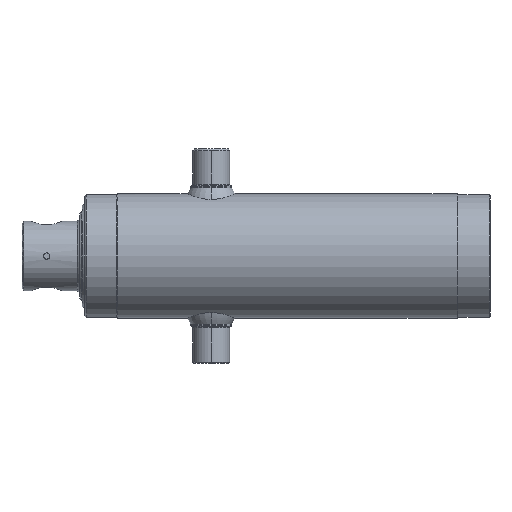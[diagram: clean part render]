
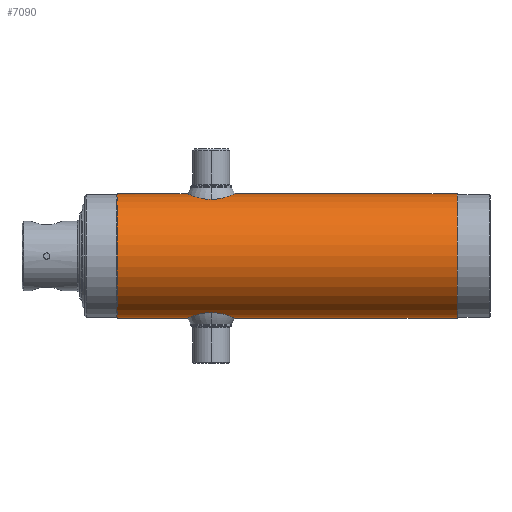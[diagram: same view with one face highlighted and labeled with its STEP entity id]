
A CAD part, left-side view. The second image highlights one B-rep face of the part: STEP entity #7090.
In plain terms, the highlighted cylindrical face has radius 75.75 mm (diameter 151.5 mm), a partial arc.
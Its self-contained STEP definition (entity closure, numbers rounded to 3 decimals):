
#196 = CARTESIAN_POINT ( 'NONE',  ( 0., 40., -75.75 ) ) ;
#277 = CARTESIAN_POINT ( 'NONE',  ( -4.516, 342.969, 75.616 ) ) ;
#306 = CARTESIAN_POINT ( 'NONE',  ( -5.8, 337.452, 75.528 ) ) ;
#314 = DIRECTION ( 'NONE',  ( 0., 0., 1. ) ) ;
#317 = EDGE_CURVE ( 'NONE', #4627, #7800, #9012, .T. ) ;
#337 = CARTESIAN_POINT ( 'NONE',  ( -1.942, 333.309, 75.726 ) ) ;
#413 = CARTESIAN_POINT ( 'NONE',  ( 0., 453., -75.75 ) ) ;
#448 = VECTOR ( 'NONE', #3676, 1000. ) ;
#636 = CARTESIAN_POINT ( 'NONE',  ( 0., 453., 0. ) ) ;
#715 = CARTESIAN_POINT ( 'NONE',  ( 0., 40., 0. ) ) ;
#893 = DIRECTION ( 'NONE',  ( 0., 1., 0. ) ) ;
#969 = CARTESIAN_POINT ( 'NONE',  ( -0.781, 344.962, 75.747 ) ) ;
#986 = CIRCLE ( 'NONE', #7149, 75.75 ) ;
#999 = CARTESIAN_POINT ( 'NONE',  ( -5.206, 342.009, 75.571 ) ) ;
#1035 = CARTESIAN_POINT ( 'NONE',  ( -5.62, 336.888, 75.541 ) ) ;
#1063 = CARTESIAN_POINT ( 'NONE',  ( -0.789, 333.039, 75.747 ) ) ;
#1349 = DIRECTION ( 'NONE',  ( 0., 0., 1. ) ) ;
#1428 = DIRECTION ( 'NONE',  ( 0., 0., 1. ) ) ;
#1434 = EDGE_CURVE ( 'NONE', #4627, #7340, #7943, .T. ) ;
#1683 = CARTESIAN_POINT ( 'NONE',  ( 0., 345., 75.75 ) ) ;
#1714 = CARTESIAN_POINT ( 'NONE',  ( -5.616, 341.12, 75.542 ) ) ;
#1743 = CARTESIAN_POINT ( 'NONE',  ( -5.21, 335.998, 75.571 ) ) ;
#1767 = CARTESIAN_POINT ( 'NONE',  ( 0., 333., 75.75 ) ) ;
#1823 = VECTOR ( 'NONE', #2975, 1000. ) ;
#1925 = EDGE_LOOP ( 'NONE', ( #8267, #2692, #8920, #8106, #4626, #8531 ) ) ;
#2139 = EDGE_CURVE ( 'NONE', #2262, #5126, #7253, .T. ) ;
#2262 = VERTEX_POINT ( 'NONE', #196 ) ;
#2343 = CYLINDRICAL_SURFACE ( 'NONE', #9057, 75.75 ) ;
#2354 = LINE ( 'NONE', #7914, #448 ) ;
#2414 = CARTESIAN_POINT ( 'NONE',  ( -1.554, 344.799, 75.734 ) ) ;
#2441 = CARTESIAN_POINT ( 'NONE',  ( -5.798, 340.556, 75.528 ) ) ;
#2476 = CARTESIAN_POINT ( 'NONE',  ( -4.522, 335.037, 75.615 ) ) ;
#2565 = VERTEX_POINT ( 'NONE', #6932 ) ;
#2692 = ORIENTED_EDGE ( 'NONE', *, *, #6428, .T. ) ;
#2975 = DIRECTION ( 'NONE',  ( 0., 1., 0. ) ) ;
#3043 = CARTESIAN_POINT ( 'NONE',  ( 0., 522.61, 75.75 ) ) ;
#3114 = CARTESIAN_POINT ( 'NONE',  ( -2.114, 344.619, 75.721 ) ) ;
#3149 = CARTESIAN_POINT ( 'NONE',  ( -5.961, 339.79, 75.515 ) ) ;
#3185 = CARTESIAN_POINT ( 'NONE',  ( -3.667, 334.235, 75.662 ) ) ;
#3676 = DIRECTION ( 'NONE',  ( 0., 1., 0. ) ) ;
#3835 = CARTESIAN_POINT ( 'NONE',  ( -3.004, 344.209, 75.691 ) ) ;
#3863 = CARTESIAN_POINT ( 'NONE',  ( -6., 338.609, 75.512 ) ) ;
#3893 = CARTESIAN_POINT ( 'NONE',  ( -3.006, 333.804, 75.691 ) ) ;
#4182 = VECTOR ( 'NONE', #893, 1000. ) ;
#4569 = CARTESIAN_POINT ( 'NONE',  ( -3.963, 343.522, 75.647 ) ) ;
#4606 = CARTESIAN_POINT ( 'NONE',  ( -5.848, 337.643, 75.524 ) ) ;
#4616 = CARTESIAN_POINT ( 'NONE',  ( 0., 522.61, 0. ) ) ;
#4626 = ORIENTED_EDGE ( 'NONE', *, *, #1434, .T. ) ;
#4627 = VERTEX_POINT ( 'NONE', #7663 ) ;
#4637 = CARTESIAN_POINT ( 'NONE',  ( -2.483, 333.534, 75.71 ) ) ;
#5126 = VERTEX_POINT ( 'NONE', #413 ) ;
#5268 = CARTESIAN_POINT ( 'NONE',  ( -4.77, 342.661, 75.6 ) ) ;
#5296 = CARTESIAN_POINT ( 'NONE',  ( -5.686, 337.076, 75.536 ) ) ;
#5318 = CARTESIAN_POINT ( 'NONE',  ( -1.565, 333.194, 75.735 ) ) ;
#5605 = DIRECTION ( 'NONE',  ( 0., 1., 0. ) ) ;
#5660 = EDGE_CURVE ( 'NONE', #2565, #7800, #2354, .T. ) ;
#5678 = DIRECTION ( 'NONE',  ( 0., 1., 0. ) ) ;
#5927 = CARTESIAN_POINT ( 'NONE',  ( -0.392, 345., 75.75 ) ) ;
#5956 = CARTESIAN_POINT ( 'NONE',  ( -5.39, 341.665, 75.558 ) ) ;
#5991 = CARTESIAN_POINT ( 'NONE',  ( -5.394, 336.343, 75.558 ) ) ;
#6025 = CARTESIAN_POINT ( 'NONE',  ( -0.397, 333., 75.75 ) ) ;
#6099 = FACE_OUTER_BOUND ( 'NONE', #1925, .T. ) ;
#6428 = EDGE_CURVE ( 'NONE', #2262, #2565, #8771, .T. ) ;
#6638 = CARTESIAN_POINT ( 'NONE',  ( -1.361, 344.847, 75.738 ) ) ;
#6675 = CARTESIAN_POINT ( 'NONE',  ( -5.683, 340.933, 75.537 ) ) ;
#6687 = DIRECTION ( 'NONE',  ( 0., 1., 0. ) ) ;
#6711 = CARTESIAN_POINT ( 'NONE',  ( -4.775, 335.346, 75.6 ) ) ;
#6756 = CARTESIAN_POINT ( 'NONE',  ( 0., 333., 75.75 ) ) ;
#6932 = CARTESIAN_POINT ( 'NONE',  ( 0., 40., 75.75 ) ) ;
#7090 = ADVANCED_FACE ( 'NONE', ( #6099 ), #2343, .T. ) ;
#7149 = AXIS2_PLACEMENT_3D ( 'NONE', #636, #5605, #1349 ) ;
#7253 = LINE ( 'NONE', #7936, #1823 ) ;
#7340 = VERTEX_POINT ( 'NONE', #8420 ) ;
#7350 = CARTESIAN_POINT ( 'NONE',  ( -1.93, 344.685, 75.726 ) ) ;
#7387 = CARTESIAN_POINT ( 'NONE',  ( -5.846, 340.366, 75.524 ) ) ;
#7413 = CARTESIAN_POINT ( 'NONE',  ( -3.969, 334.483, 75.646 ) ) ;
#7663 = CARTESIAN_POINT ( 'NONE',  ( 0., 345., 75.75 ) ) ;
#7800 = VERTEX_POINT ( 'NONE', #6756 ) ;
#7914 = CARTESIAN_POINT ( 'NONE',  ( 0., 522.61, 75.75 ) ) ;
#7936 = CARTESIAN_POINT ( 'NONE',  ( 0., 522.61, -75.75 ) ) ;
#7943 = LINE ( 'NONE', #3043, #4182 ) ;
#8079 = CARTESIAN_POINT ( 'NONE',  ( -2.656, 344.394, 75.704 ) ) ;
#8106 = ORIENTED_EDGE ( 'NONE', *, *, #317, .F. ) ;
#8112 = CARTESIAN_POINT ( 'NONE',  ( -6., 339.401, 75.512 ) ) ;
#8148 = CARTESIAN_POINT ( 'NONE',  ( -3.176, 333.906, 75.684 ) ) ;
#8267 = ORIENTED_EDGE ( 'NONE', *, *, #2139, .F. ) ;
#8420 = CARTESIAN_POINT ( 'NONE',  ( 0., 453., 75.75 ) ) ;
#8531 = ORIENTED_EDGE ( 'NONE', *, *, #8699, .F. ) ;
#8585 = AXIS2_PLACEMENT_3D ( 'NONE', #715, #5678, #1428 ) ;
#8699 = EDGE_CURVE ( 'NONE', #5126, #7340, #986, .T. ) ;
#8771 = CIRCLE ( 'NONE', #8585, 75.75 ) ;
#8797 = CARTESIAN_POINT ( 'NONE',  ( -3.661, 343.77, 75.662 ) ) ;
#8834 = CARTESIAN_POINT ( 'NONE',  ( -5.962, 338.218, 75.515 ) ) ;
#8865 = CARTESIAN_POINT ( 'NONE',  ( -2.66, 333.618, 75.703 ) ) ;
#8920 = ORIENTED_EDGE ( 'NONE', *, *, #5660, .T. ) ;
#9012 = B_SPLINE_CURVE_WITH_KNOTS ( 'NONE', 3,
 ( #1683, #5927, #969, #6638, #2414, #7350, #3114, #8079, #3835, #8797, #4569, #277, #5268, #999, #5956, #1714, #6675, #2441, #7387, #3149, #8112, #3863, #8834, #4606, #306, #5296, #1035, #5991, #1743, #6711, #2476, #7413, #3185, #8148, #3893, #8865, #4637, #337, #5318, #1063, #6025, #1767 ),
 .UNSPECIFIED., .F., .F.,
 ( 4, 2, 2, 2, 2, 2, 2, 2, 2, 2, 2, 2, 2, 2, 2, 2, 2, 2, 2, 2, 4 ),
 ( 0.019, 0.02, 0.021, 0.021, 0.022, 0.023, 0.025, 0.026, 0.026, 0.027, 0.028, 0.029, 0.03, 0.03, 0.032, 0.033, 0.034, 0.035, 0.035, 0.036, 0.038 ),
 .UNSPECIFIED. ) ;
#9057 = AXIS2_PLACEMENT_3D ( 'NONE', #4616, #6687, #314 ) ;
